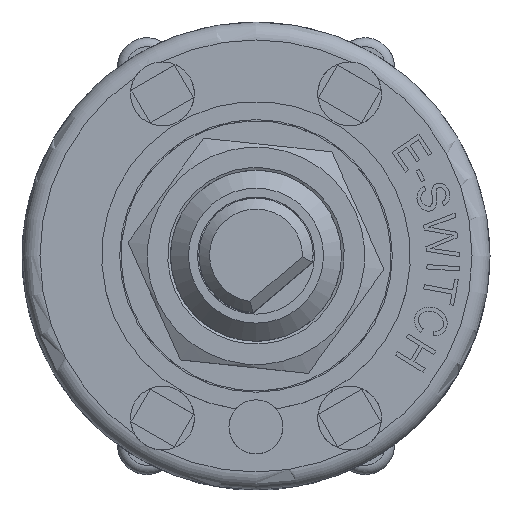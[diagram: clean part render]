
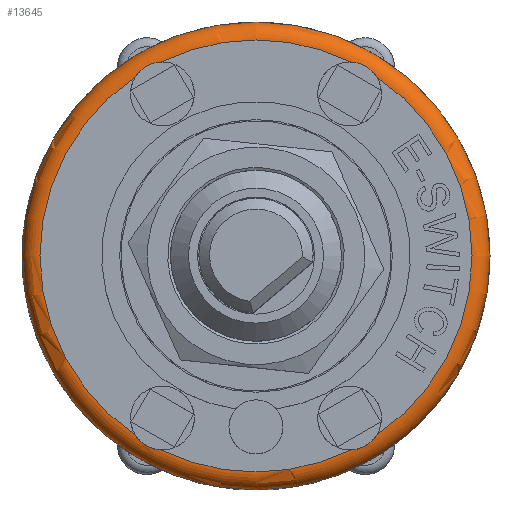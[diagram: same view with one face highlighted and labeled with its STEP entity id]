
A CAD part, top view. The second image highlights one B-rep face of the part: STEP entity #13645.
In plain terms, the highlighted toroidal (fillet/blend) face has major radius 12 mm and minor radius 1 mm.
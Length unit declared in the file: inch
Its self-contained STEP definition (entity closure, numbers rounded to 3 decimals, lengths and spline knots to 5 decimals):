
#26=TOROIDAL_SURFACE('',#14344,0.47244,0.03937);
#4468=FACE_OUTER_BOUND('',#5270,.T.);
#5270=EDGE_LOOP('',(#12636,#12637,#12638,#12639,#12640,#12641,#12642,#12643,
#12644,#12645,#12646,#12647));
#5663=B_SPLINE_CURVE_WITH_KNOTS('',3,(#23432,#23433,#23434,#23435,#23436,
#23437,#23438,#23439,#23440,#23441,#23442,#23443),.UNSPECIFIED.,.F.,.F.,
(4,2,2,2,2,4),(-0.26924,-0.24463,-0.21597,
-0.19207,-0.16451,-0.13568),.UNSPECIFIED.);
#5664=B_SPLINE_CURVE_WITH_KNOTS('',3,(#23454,#23455,#23456,#23457,#23458,
#23459,#23460,#23461,#23462,#23463,#23464,#23465),.UNSPECIFIED.,.F.,.F.,
(4,2,2,2,2,4),(-0.26924,-0.24463,-0.21597,
-0.19207,-0.16451,-0.13568),.UNSPECIFIED.);
#5665=B_SPLINE_CURVE_WITH_KNOTS('',3,(#23476,#23477,#23478,#23479,#23480,
#23481,#23482,#23483,#23484,#23485,#23486,#23487),.UNSPECIFIED.,.F.,.F.,
(4,2,2,2,2,4),(-0.26924,-0.24463,-0.21597,
-0.19207,-0.16451,-0.13568),.UNSPECIFIED.);
#5666=B_SPLINE_CURVE_WITH_KNOTS('',3,(#23498,#23499,#23500,#23501,#23502,
#23503,#23504,#23505,#23506,#23507,#23508,#23509),.UNSPECIFIED.,.F.,.F.,
(4,2,2,2,2,4),(-0.26924,-0.24463,-0.21597,
-0.19207,-0.16451,-0.13568),.UNSPECIFIED.);
#5760=CIRCLE('',#14282,0.51181);
#5776=CIRCLE('',#14345,0.03937);
#5777=CIRCLE('',#14346,0.47244);
#5778=CIRCLE('',#14347,0.47244);
#5779=CIRCLE('',#14348,0.47244);
#5780=CIRCLE('',#14349,0.47244);
#5781=CIRCLE('',#14350,0.47244);
#6942=VERTEX_POINT('',#23151);
#7038=VERTEX_POINT('',#23430);
#7039=VERTEX_POINT('',#23431);
#7042=VERTEX_POINT('',#23452);
#7043=VERTEX_POINT('',#23453);
#7046=VERTEX_POINT('',#23474);
#7047=VERTEX_POINT('',#23475);
#7050=VERTEX_POINT('',#23496);
#7051=VERTEX_POINT('',#23497);
#7054=VERTEX_POINT('',#23518);
#8813=EDGE_CURVE('',#6942,#6942,#5760,.T.);
#8957=EDGE_CURVE('',#7038,#7039,#5663,.T.);
#8962=EDGE_CURVE('',#7042,#7043,#5664,.T.);
#8967=EDGE_CURVE('',#7046,#7047,#5665,.T.);
#8972=EDGE_CURVE('',#7050,#7051,#5666,.T.);
#8977=EDGE_CURVE('',#6942,#7054,#5776,.T.);
#8978=EDGE_CURVE('',#7054,#7046,#5777,.T.);
#8979=EDGE_CURVE('',#7047,#7042,#5778,.T.);
#8980=EDGE_CURVE('',#7043,#7038,#5779,.T.);
#8981=EDGE_CURVE('',#7039,#7050,#5780,.T.);
#8982=EDGE_CURVE('',#7051,#7054,#5781,.T.);
#12636=ORIENTED_EDGE('',*,*,#8813,.T.);
#12637=ORIENTED_EDGE('',*,*,#8977,.T.);
#12638=ORIENTED_EDGE('',*,*,#8978,.T.);
#12639=ORIENTED_EDGE('',*,*,#8967,.T.);
#12640=ORIENTED_EDGE('',*,*,#8979,.T.);
#12641=ORIENTED_EDGE('',*,*,#8962,.T.);
#12642=ORIENTED_EDGE('',*,*,#8980,.T.);
#12643=ORIENTED_EDGE('',*,*,#8957,.T.);
#12644=ORIENTED_EDGE('',*,*,#8981,.T.);
#12645=ORIENTED_EDGE('',*,*,#8972,.T.);
#12646=ORIENTED_EDGE('',*,*,#8982,.T.);
#12647=ORIENTED_EDGE('',*,*,#8977,.F.);
#13645=ADVANCED_FACE('',(#4468),#26,.T.);
#14282=AXIS2_PLACEMENT_3D('',#23152,#16857,#16858);
#14344=AXIS2_PLACEMENT_3D('',#23517,#17125,#17126);
#14345=AXIS2_PLACEMENT_3D('',#23519,#17127,#17128);
#14346=AXIS2_PLACEMENT_3D('',#23520,#17129,#17130);
#14347=AXIS2_PLACEMENT_3D('',#23521,#17131,#17132);
#14348=AXIS2_PLACEMENT_3D('',#23522,#17133,#17134);
#14349=AXIS2_PLACEMENT_3D('',#23523,#17135,#17136);
#14350=AXIS2_PLACEMENT_3D('',#23524,#17137,#17138);
#16857=DIRECTION('center_axis',(0.,0.,1.));
#16858=DIRECTION('ref_axis',(-1.,0.,0.));
#17125=DIRECTION('center_axis',(0.,0.,-1.));
#17126=DIRECTION('ref_axis',(-1.,0.,0.));
#17127=DIRECTION('center_axis',(0.,-1.,0.));
#17128=DIRECTION('ref_axis',(1.,0.,0.));
#17129=DIRECTION('center_axis',(0.,0.,-1.));
#17130=DIRECTION('ref_axis',(-1.,0.,0.));
#17131=DIRECTION('center_axis',(0.,0.,-1.));
#17132=DIRECTION('ref_axis',(-1.,0.,0.));
#17133=DIRECTION('center_axis',(0.,0.,-1.));
#17134=DIRECTION('ref_axis',(-1.,0.,0.));
#17135=DIRECTION('center_axis',(0.,0.,-1.));
#17136=DIRECTION('ref_axis',(-1.,0.,0.));
#17137=DIRECTION('center_axis',(0.,0.,-1.));
#17138=DIRECTION('ref_axis',(-1.,0.,0.));
#23151=CARTESIAN_POINT('',(0.51181,0.,0.3622));
#23152=CARTESIAN_POINT('Origin',(0.,0.,0.3622));
#23430=CARTESIAN_POINT('',(-0.26379,0.39194,0.40157));
#23431=CARTESIAN_POINT('',(-0.20753,0.42442,0.40157));
#23432=CARTESIAN_POINT('Ctrl Pts',(-0.26379,0.39194,
0.40157));
#23433=CARTESIAN_POINT('Ctrl Pts',(-0.26165,0.39532,
0.40157));
#23434=CARTESIAN_POINT('Ctrl Pts',(-0.25918,0.39859,
0.40148));
#23435=CARTESIAN_POINT('Ctrl Pts',(-0.25306,0.40529,
0.40123));
#23436=CARTESIAN_POINT('Ctrl Pts',(-0.2494,0.40855,
0.40109));
#23437=CARTESIAN_POINT('Ctrl Pts',(-0.24211,0.41377,
0.40096));
#23438=CARTESIAN_POINT('Ctrl Pts',(-0.2386,0.41585,
0.40095));
#23439=CARTESIAN_POINT('Ctrl Pts',(-0.23069,0.41964,
0.40105));
#23440=CARTESIAN_POINT('Ctrl Pts',(-0.22626,0.42124,
0.40118));
#23441=CARTESIAN_POINT('Ctrl Pts',(-0.21694,0.42357,
0.40144));
#23442=CARTESIAN_POINT('Ctrl Pts',(-0.21219,0.42423,
0.40157));
#23443=CARTESIAN_POINT('Ctrl Pts',(-0.20753,0.42442,
0.40157));
#23452=CARTESIAN_POINT('',(-0.20753,-0.42442,0.40157));
#23453=CARTESIAN_POINT('',(-0.26379,-0.39194,0.40157));
#23454=CARTESIAN_POINT('Ctrl Pts',(-0.20753,-0.42442,
0.40157));
#23455=CARTESIAN_POINT('Ctrl Pts',(-0.21153,-0.42426,
0.40157));
#23456=CARTESIAN_POINT('Ctrl Pts',(-0.2156,-0.42375,
0.40148));
#23457=CARTESIAN_POINT('Ctrl Pts',(-0.22446,-0.42181,
0.40123));
#23458=CARTESIAN_POINT('Ctrl Pts',(-0.22911,-0.42026,
0.40109));
#23459=CARTESIAN_POINT('Ctrl Pts',(-0.23728,-0.41656,
0.40096));
#23460=CARTESIAN_POINT('Ctrl Pts',(-0.24084,-0.41456,
0.40095));
#23461=CARTESIAN_POINT('Ctrl Pts',(-0.24808,-0.4096,
0.40105));
#23462=CARTESIAN_POINT('Ctrl Pts',(-0.25168,-0.40656,
0.40118));
#23463=CARTESIAN_POINT('Ctrl Pts',(-0.25836,-0.39966,
0.40144));
#23464=CARTESIAN_POINT('Ctrl Pts',(-0.2613,-0.39588,
0.40157));
#23465=CARTESIAN_POINT('Ctrl Pts',(-0.26379,-0.39194,
0.40157));
#23474=CARTESIAN_POINT('',(0.26379,-0.39194,0.40157));
#23475=CARTESIAN_POINT('',(0.20753,-0.42442,0.40157));
#23476=CARTESIAN_POINT('Ctrl Pts',(0.26379,-0.39194,
0.40157));
#23477=CARTESIAN_POINT('Ctrl Pts',(0.26165,-0.39532,
0.40157));
#23478=CARTESIAN_POINT('Ctrl Pts',(0.25918,-0.39859,
0.40148));
#23479=CARTESIAN_POINT('Ctrl Pts',(0.25306,-0.40529,
0.40123));
#23480=CARTESIAN_POINT('Ctrl Pts',(0.2494,-0.40855,
0.40109));
#23481=CARTESIAN_POINT('Ctrl Pts',(0.24211,-0.41377,
0.40096));
#23482=CARTESIAN_POINT('Ctrl Pts',(0.2386,-0.41585,
0.40095));
#23483=CARTESIAN_POINT('Ctrl Pts',(0.23069,-0.41964,
0.40105));
#23484=CARTESIAN_POINT('Ctrl Pts',(0.22626,-0.42124,
0.40118));
#23485=CARTESIAN_POINT('Ctrl Pts',(0.21694,-0.42357,
0.40144));
#23486=CARTESIAN_POINT('Ctrl Pts',(0.21219,-0.42423,
0.40157));
#23487=CARTESIAN_POINT('Ctrl Pts',(0.20753,-0.42442,
0.40157));
#23496=CARTESIAN_POINT('',(0.20753,0.42442,0.40157));
#23497=CARTESIAN_POINT('',(0.26379,0.39194,0.40157));
#23498=CARTESIAN_POINT('Ctrl Pts',(0.20753,0.42442,0.40157));
#23499=CARTESIAN_POINT('Ctrl Pts',(0.21153,0.42426,
0.40157));
#23500=CARTESIAN_POINT('Ctrl Pts',(0.2156,0.42375,
0.40148));
#23501=CARTESIAN_POINT('Ctrl Pts',(0.22446,0.42181,0.40123));
#23502=CARTESIAN_POINT('Ctrl Pts',(0.22911,0.42026,
0.40109));
#23503=CARTESIAN_POINT('Ctrl Pts',(0.23728,0.41656,0.40096));
#23504=CARTESIAN_POINT('Ctrl Pts',(0.24084,0.41456,0.40095));
#23505=CARTESIAN_POINT('Ctrl Pts',(0.24808,0.4096,
0.40105));
#23506=CARTESIAN_POINT('Ctrl Pts',(0.25168,0.40656,
0.40118));
#23507=CARTESIAN_POINT('Ctrl Pts',(0.25836,0.39966,
0.40144));
#23508=CARTESIAN_POINT('Ctrl Pts',(0.2613,0.39588,
0.40157));
#23509=CARTESIAN_POINT('Ctrl Pts',(0.26379,0.39194,
0.40157));
#23517=CARTESIAN_POINT('Origin',(0.,0.,0.3622));
#23518=CARTESIAN_POINT('',(0.47244,0.,0.40157));
#23519=CARTESIAN_POINT('Origin',(0.47244,0.,
0.3622));
#23520=CARTESIAN_POINT('Origin',(0.,0.,0.40157));
#23521=CARTESIAN_POINT('Origin',(0.,0.,0.40157));
#23522=CARTESIAN_POINT('Origin',(0.,0.,0.40157));
#23523=CARTESIAN_POINT('Origin',(0.,0.,0.40157));
#23524=CARTESIAN_POINT('Origin',(0.,0.,0.40157));
